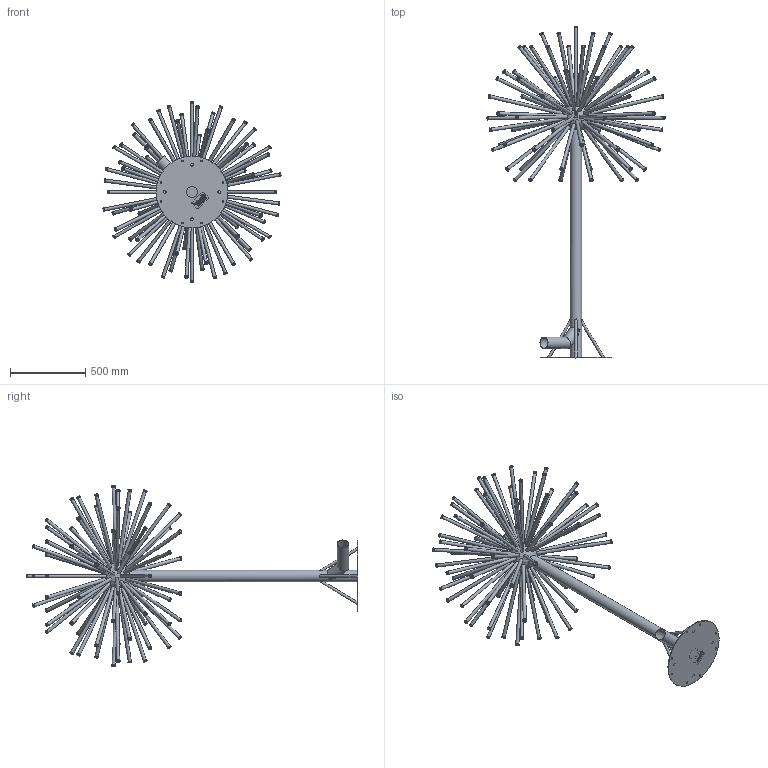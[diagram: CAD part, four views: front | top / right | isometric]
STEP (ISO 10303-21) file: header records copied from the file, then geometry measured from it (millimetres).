
FILE_DESCRIPTION(/* description */ (''),/* implementation_level */ '2;1');
FILE_NAME(/* name */ '50895_Water sphere 1200_79.stp',/* time_stamp */ '2015-06-11T15:07:46+02:00',/* author */ ('guzb562'),/* organization */ (''),/* preprocessor_version */ 'ST-DEVELOPER v15.6',/* originating_system */ 'Autodesk Inventor 2015',/* authorisation */ '');
FILE_SCHEMA (('AUTOMOTIVE_DESIGN { 1 0 10303 214 3 1 1 }'));
Length unit declared in the file: millimetre
Products named in the file (1): 50895_Water sphere 1200_79
Bounding box: 1180.97 x 2200 x 1200.02 mm (x, y, z)
Volume: 25393426.1 mm3; surface area: 3708917.4 mm2
Topology: 1 solids, 1 shells, 779 faces, 1566 edges, 1046 vertices
Faces by surface type: plane 363, cylinder 260, bspline 78, torus 77, sphere 1
Full cylindrical faces by diameter (mm): 9 x73, 10.5 x6, 12 x8, 17 x4, 21 x79, 25.5 x79, 73 x2, 76 x3, 475 x1
Entity records: 19683 total; most frequent: CARTESIAN_POINT 4570, DIRECTION 2971, ORIENTED_EDGE 2274, EDGE_LOOP 1397, AXIS2_PLACEMENT_3D 1293, EDGE_CURVE 1137, VERTEX_POINT 954, FACE_OUTER_BOUND 779
